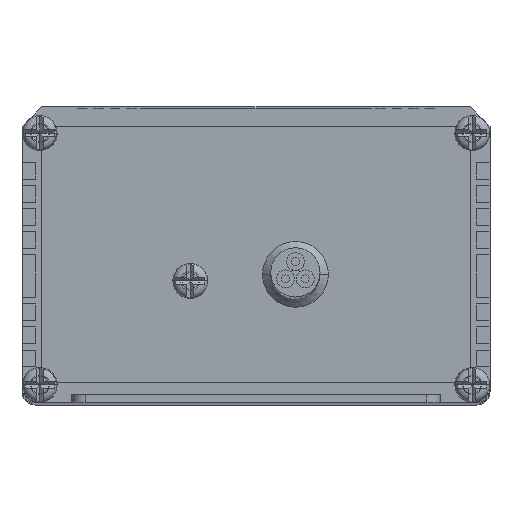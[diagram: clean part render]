
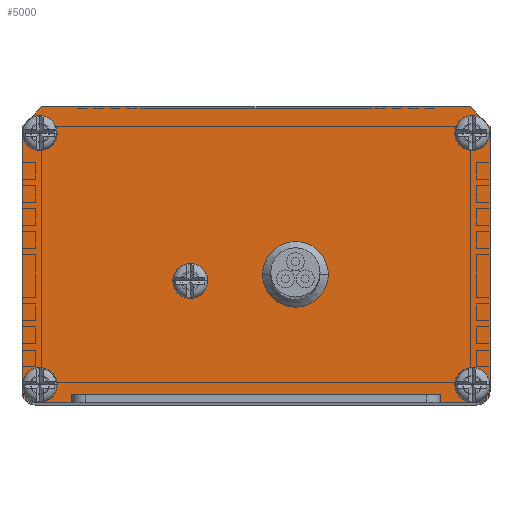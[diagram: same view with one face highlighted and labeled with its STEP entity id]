
A CAD part, top view. The second image highlights one B-rep face of the part: STEP entity #5000.
In plain terms, the highlighted planar face has unit normal (0, 0, 1).
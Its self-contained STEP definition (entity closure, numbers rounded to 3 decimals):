
#4297=CARTESIAN_POINT('',(-32.9,18.5,1.2));
#4298=DIRECTION('',(0.,0.,-1.));
#4299=DIRECTION('',(1.,0.,0.));
#4300=AXIS2_PLACEMENT_3D('',#4297,#4298,#4299);
#4302=CARTESIAN_POINT('',(-32.9,18.5,1.2));
#4303=DIRECTION('',(0.,0.,-1.));
#4304=DIRECTION('',(-1.,0.,0.));
#4305=AXIS2_PLACEMENT_3D('',#4302,#4303,#4304);
#4307=CARTESIAN_POINT('',(-32.9,-19.8,1.2));
#4308=DIRECTION('',(0.,0.,-1.));
#4309=DIRECTION('',(1.,0.,0.));
#4310=AXIS2_PLACEMENT_3D('',#4307,#4308,#4309);
#4312=CARTESIAN_POINT('',(-32.9,-19.8,1.2));
#4313=DIRECTION('',(0.,0.,-1.));
#4314=DIRECTION('',(-1.,0.,0.));
#4315=AXIS2_PLACEMENT_3D('',#4312,#4313,#4314);
#4317=CARTESIAN_POINT('',(32.9,18.5,1.2));
#4318=DIRECTION('',(0.,0.,-1.));
#4319=DIRECTION('',(1.,0.,0.));
#4320=AXIS2_PLACEMENT_3D('',#4317,#4318,#4319);
#4322=CARTESIAN_POINT('',(32.9,18.5,1.2));
#4323=DIRECTION('',(0.,0.,-1.));
#4324=DIRECTION('',(-1.,0.,0.));
#4325=AXIS2_PLACEMENT_3D('',#4322,#4323,#4324);
#4327=CARTESIAN_POINT('',(32.9,-19.8,1.2));
#4328=DIRECTION('',(0.,0.,-1.));
#4329=DIRECTION('',(1.,0.,0.));
#4330=AXIS2_PLACEMENT_3D('',#4327,#4328,#4329);
#4332=CARTESIAN_POINT('',(32.9,-19.8,1.2));
#4333=DIRECTION('',(0.,0.,-1.));
#4334=DIRECTION('',(-1.,0.,0.));
#4335=AXIS2_PLACEMENT_3D('',#4332,#4333,#4334);
#4337=DIRECTION('',(1.,0.,0.));
#4338=VECTOR('',#4337,56.);
#4339=CARTESIAN_POINT('',(-28.,-21.3,1.2));
#4340=LINE('',#4339,#4338);
#4341=DIRECTION('',(0.,1.,0.));
#4342=VECTOR('',#4341,1.2);
#4343=CARTESIAN_POINT('',(-28.,-22.5,1.2));
#4344=LINE('',#4343,#4342);
#4345=DIRECTION('',(1.,0.,0.));
#4346=VECTOR('',#4345,5.6);
#4347=CARTESIAN_POINT('',(-33.6,-22.5,1.2));
#4348=LINE('',#4347,#4346);
#4349=CARTESIAN_POINT('',(-33.6,-20.5,1.2));
#4350=DIRECTION('',(0.,0.,1.));
#4351=DIRECTION('',(-1.,0.,0.));
#4352=AXIS2_PLACEMENT_3D('',#4349,#4350,#4351);
#4354=DIRECTION('',(0.,-1.,0.));
#4355=VECTOR('',#4354,40.);
#4356=CARTESIAN_POINT('',(-35.6,19.5,1.2));
#4357=LINE('',#4356,#4355);
#4358=DIRECTION('',(-0.707,-0.707,0.));
#4359=VECTOR('',#4358,4.243);
#4360=CARTESIAN_POINT('',(-32.6,22.5,1.2));
#4361=LINE('',#4360,#4359);
#4362=DIRECTION('',(-1.,0.,0.));
#4363=VECTOR('',#4362,65.2);
#4364=CARTESIAN_POINT('',(32.6,22.5,1.2));
#4365=LINE('',#4364,#4363);
#4366=DIRECTION('',(-0.707,0.707,0.));
#4367=VECTOR('',#4366,4.243);
#4368=CARTESIAN_POINT('',(35.6,19.5,1.2));
#4369=LINE('',#4368,#4367);
#4370=DIRECTION('',(0.,1.,0.));
#4371=VECTOR('',#4370,40.);
#4372=CARTESIAN_POINT('',(35.6,-20.5,1.2));
#4373=LINE('',#4372,#4371);
#4374=CARTESIAN_POINT('',(33.6,-20.5,1.2));
#4375=DIRECTION('',(0.,0.,1.));
#4376=DIRECTION('',(0.,-1.,0.));
#4377=AXIS2_PLACEMENT_3D('',#4374,#4375,#4376);
#4379=DIRECTION('',(1.,0.,0.));
#4380=VECTOR('',#4379,5.6);
#4381=CARTESIAN_POINT('',(28.,-22.5,1.2));
#4382=LINE('',#4381,#4380);
#4383=DIRECTION('',(0.,1.,0.));
#4384=VECTOR('',#4383,1.2);
#4385=CARTESIAN_POINT('',(28.,-22.5,1.2));
#4386=LINE('',#4385,#4384);
#4387=CARTESIAN_POINT('',(6.,-3.,1.2));
#4388=DIRECTION('',(0.,0.,1.));
#4389=DIRECTION('',(1.,0.,0.));
#4390=AXIS2_PLACEMENT_3D('',#4387,#4388,#4389);
#4392=CARTESIAN_POINT('',(6.,-3.,1.2));
#4393=DIRECTION('',(0.,0.,1.));
#4394=DIRECTION('',(-1.,0.,0.));
#4395=AXIS2_PLACEMENT_3D('',#4392,#4393,#4394);
#4397=CARTESIAN_POINT('',(-10.,-4.,1.2));
#4398=DIRECTION('',(0.,0.,1.));
#4399=DIRECTION('',(1.,0.,0.));
#4400=AXIS2_PLACEMENT_3D('',#4397,#4398,#4399);
#4402=CARTESIAN_POINT('',(-10.,-4.,1.2));
#4403=DIRECTION('',(0.,0.,1.));
#4404=DIRECTION('',(-1.,0.,0.));
#4405=AXIS2_PLACEMENT_3D('',#4402,#4403,#4404);
#4711=CARTESIAN_POINT('',(-31.55,18.5,1.2));
#4712=CARTESIAN_POINT('',(-34.25,18.5,1.2));
#4713=VERTEX_POINT('',#4711);
#4714=VERTEX_POINT('',#4712);
#4715=CARTESIAN_POINT('',(-31.55,-19.8,1.2));
#4716=CARTESIAN_POINT('',(-34.25,-19.8,1.2));
#4717=VERTEX_POINT('',#4715);
#4718=VERTEX_POINT('',#4716);
#4719=CARTESIAN_POINT('',(34.25,18.5,1.2));
#4720=CARTESIAN_POINT('',(31.55,18.5,1.2));
#4721=VERTEX_POINT('',#4719);
#4722=VERTEX_POINT('',#4720);
#4723=CARTESIAN_POINT('',(34.25,-19.8,1.2));
#4724=CARTESIAN_POINT('',(31.55,-19.8,1.2));
#4725=VERTEX_POINT('',#4723);
#4726=VERTEX_POINT('',#4724);
#4731=CARTESIAN_POINT('',(35.6,19.5,1.2));
#4732=VERTEX_POINT('',#4731);
#4733=CARTESIAN_POINT('',(32.6,22.5,1.2));
#4734=VERTEX_POINT('',#4733);
#4739=CARTESIAN_POINT('',(-32.6,22.5,1.2));
#4740=VERTEX_POINT('',#4739);
#4741=CARTESIAN_POINT('',(-35.6,19.5,1.2));
#4742=VERTEX_POINT('',#4741);
#4747=CARTESIAN_POINT('',(-35.6,-20.5,1.2));
#4748=VERTEX_POINT('',#4747);
#4749=CARTESIAN_POINT('',(-33.6,-22.5,1.2));
#4750=VERTEX_POINT('',#4749);
#4755=CARTESIAN_POINT('',(33.6,-22.5,1.2));
#4756=VERTEX_POINT('',#4755);
#4757=CARTESIAN_POINT('',(35.6,-20.5,1.2));
#4758=VERTEX_POINT('',#4757);
#4759=CARTESIAN_POINT('',(-28.,-21.3,1.2));
#4760=CARTESIAN_POINT('',(28.,-21.3,1.2));
#4761=VERTEX_POINT('',#4759);
#4762=VERTEX_POINT('',#4760);
#4763=CARTESIAN_POINT('',(-28.,-22.5,1.2));
#4764=VERTEX_POINT('',#4763);
#4765=CARTESIAN_POINT('',(28.,-22.5,1.2));
#4766=VERTEX_POINT('',#4765);
#4791=CARTESIAN_POINT('',(7.5,-3.,1.2));
#4792=CARTESIAN_POINT('',(4.5,-3.,1.2));
#4793=VERTEX_POINT('',#4791);
#4794=VERTEX_POINT('',#4792);
#4795=CARTESIAN_POINT('',(-8.75,-4.,1.2));
#4796=CARTESIAN_POINT('',(-11.25,-4.,1.2));
#4797=VERTEX_POINT('',#4795);
#4798=VERTEX_POINT('',#4796);
#4935=CARTESIAN_POINT('',(0.,0.,1.2));
#4936=DIRECTION('',(0.,0.,1.));
#4937=DIRECTION('',(1.,0.,0.));
#4938=AXIS2_PLACEMENT_3D('',#4935,#4936,#4937);
#4939=PLANE('',#4938);
#4941=ORIENTED_EDGE('',*,*,#4940,.F.);
#4943=ORIENTED_EDGE('',*,*,#4942,.F.);
#4945=ORIENTED_EDGE('',*,*,#4944,.F.);
#4947=ORIENTED_EDGE('',*,*,#4946,.F.);
#4949=ORIENTED_EDGE('',*,*,#4948,.F.);
#4951=ORIENTED_EDGE('',*,*,#4950,.F.);
#4953=ORIENTED_EDGE('',*,*,#4952,.F.);
#4955=ORIENTED_EDGE('',*,*,#4954,.F.);
#4957=ORIENTED_EDGE('',*,*,#4956,.F.);
#4959=ORIENTED_EDGE('',*,*,#4958,.F.);
#4961=ORIENTED_EDGE('',*,*,#4960,.F.);
#4963=ORIENTED_EDGE('',*,*,#4962,.T.);
#4964=EDGE_LOOP('',(#4941,#4943,#4945,#4947,#4949,#4951,#4953,#4955,#4957,#4959,
#4961,#4963));
#4965=FACE_OUTER_BOUND('',#4964,.F.);
#4966=ORIENTED_EDGE('',*,*,#4915,.F.);
#4967=ORIENTED_EDGE('',*,*,#4929,.F.);
#4968=EDGE_LOOP('',(#4966,#4967));
#4969=FACE_BOUND('',#4968,.F.);
#4971=ORIENTED_EDGE('',*,*,#4970,.F.);
#4973=ORIENTED_EDGE('',*,*,#4972,.F.);
#4974=EDGE_LOOP('',(#4971,#4973));
#4975=FACE_BOUND('',#4974,.F.);
#4977=ORIENTED_EDGE('',*,*,#4976,.F.);
#4979=ORIENTED_EDGE('',*,*,#4978,.F.);
#4980=EDGE_LOOP('',(#4977,#4979));
#4981=FACE_BOUND('',#4980,.F.);
#4983=ORIENTED_EDGE('',*,*,#4982,.F.);
#4985=ORIENTED_EDGE('',*,*,#4984,.F.);
#4986=EDGE_LOOP('',(#4983,#4985));
#4987=FACE_BOUND('',#4986,.F.);
#4989=ORIENTED_EDGE('',*,*,#4988,.T.);
#4991=ORIENTED_EDGE('',*,*,#4990,.T.);
#4992=EDGE_LOOP('',(#4989,#4991));
#4993=FACE_BOUND('',#4992,.F.);
#4995=ORIENTED_EDGE('',*,*,#4994,.T.);
#4997=ORIENTED_EDGE('',*,*,#4996,.T.);
#4998=EDGE_LOOP('',(#4995,#4997));
#4999=FACE_BOUND('',#4998,.F.);
#5000=ADVANCED_FACE('',(#4965,#4969,#4975,#4981,#4987,#4993,#4999),#4939,.T.);
#4301=CIRCLE('',#4300,1.35);
#4306=CIRCLE('',#4305,1.35);
#4311=CIRCLE('',#4310,1.35);
#4316=CIRCLE('',#4315,1.35);
#4321=CIRCLE('',#4320,1.35);
#4326=CIRCLE('',#4325,1.35);
#4331=CIRCLE('',#4330,1.35);
#4336=CIRCLE('',#4335,1.35);
#4353=CIRCLE('',#4352,2.);
#4378=CIRCLE('',#4377,2.);
#4391=CIRCLE('',#4390,1.5);
#4396=CIRCLE('',#4395,1.5);
#4401=CIRCLE('',#4400,1.25);
#4406=CIRCLE('',#4405,1.25);
#4915=EDGE_CURVE('',#4713,#4714,#4301,.T.);
#4929=EDGE_CURVE('',#4714,#4713,#4306,.T.);
#4940=EDGE_CURVE('',#4761,#4762,#4340,.T.);
#4942=EDGE_CURVE('',#4764,#4761,#4344,.T.);
#4944=EDGE_CURVE('',#4750,#4764,#4348,.T.);
#4946=EDGE_CURVE('',#4748,#4750,#4353,.T.);
#4948=EDGE_CURVE('',#4742,#4748,#4357,.T.);
#4950=EDGE_CURVE('',#4740,#4742,#4361,.T.);
#4952=EDGE_CURVE('',#4734,#4740,#4365,.T.);
#4954=EDGE_CURVE('',#4732,#4734,#4369,.T.);
#4956=EDGE_CURVE('',#4758,#4732,#4373,.T.);
#4958=EDGE_CURVE('',#4756,#4758,#4378,.T.);
#4960=EDGE_CURVE('',#4766,#4756,#4382,.T.);
#4962=EDGE_CURVE('',#4766,#4762,#4386,.T.);
#4970=EDGE_CURVE('',#4717,#4718,#4311,.T.);
#4972=EDGE_CURVE('',#4718,#4717,#4316,.T.);
#4976=EDGE_CURVE('',#4721,#4722,#4321,.T.);
#4978=EDGE_CURVE('',#4722,#4721,#4326,.T.);
#4982=EDGE_CURVE('',#4725,#4726,#4331,.T.);
#4984=EDGE_CURVE('',#4726,#4725,#4336,.T.);
#4988=EDGE_CURVE('',#4793,#4794,#4391,.T.);
#4990=EDGE_CURVE('',#4794,#4793,#4396,.T.);
#4994=EDGE_CURVE('',#4797,#4798,#4401,.T.);
#4996=EDGE_CURVE('',#4798,#4797,#4406,.T.);
